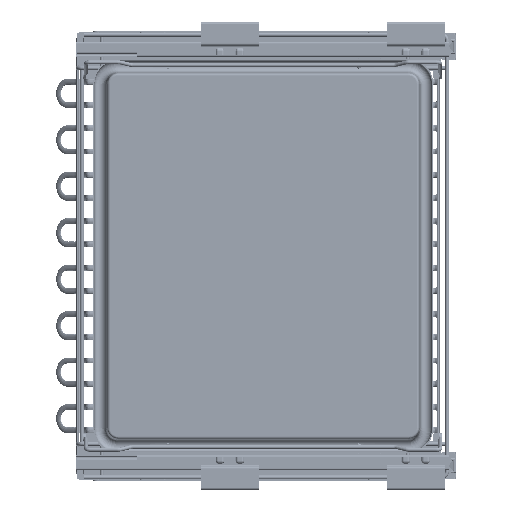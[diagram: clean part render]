
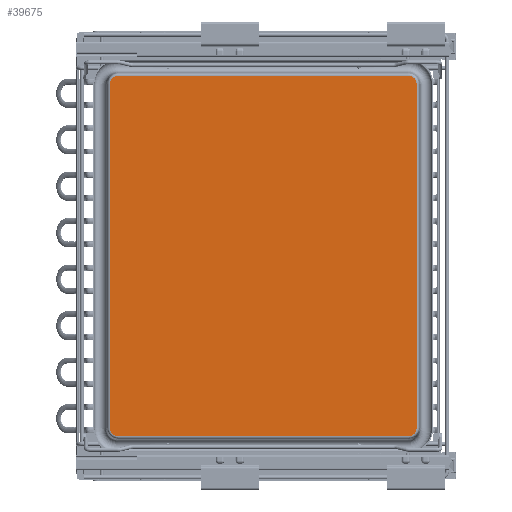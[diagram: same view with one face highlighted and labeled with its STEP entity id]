
A CAD part, front view. The second image highlights one B-rep face of the part: STEP entity #39675.
In plain terms, the highlighted planar face has unit normal (0, -1, 0).
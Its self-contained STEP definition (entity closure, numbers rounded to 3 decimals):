
#2827=LINE('',#63440,#6065);
#2828=LINE('',#63444,#6066);
#2829=LINE('',#63448,#6067);
#2830=LINE('',#63451,#6068);
#6065=VECTOR('',#50130,415.);
#6066=VECTOR('',#50133,350.);
#6067=VECTOR('',#50136,415.);
#6068=VECTOR('',#50139,350.);
#10018=FACE_OUTER_BOUND('',#12436,.T.);
#12436=EDGE_LOOP('',(#28835,#28836,#28837,#28838,#28839,#28840,#28841,#28842));
#14971=CIRCLE('',#43764,9.744);
#14974=CIRCLE('',#43768,9.744);
#14975=CIRCLE('',#43769,9.744);
#14976=CIRCLE('',#43770,9.744);
#17051=VERTEX_POINT('',#63433);
#17052=VERTEX_POINT('',#63434);
#17053=VERTEX_POINT('',#63439);
#17054=VERTEX_POINT('',#63441);
#17055=VERTEX_POINT('',#63443);
#17056=VERTEX_POINT('',#63445);
#17057=VERTEX_POINT('',#63447);
#17058=VERTEX_POINT('',#63449);
#21340=EDGE_CURVE('',#17051,#17052,#14971,.T.);
#21343=EDGE_CURVE('',#17051,#17053,#2827,.T.);
#21344=EDGE_CURVE('',#17054,#17053,#14974,.T.);
#21345=EDGE_CURVE('',#17054,#17055,#2828,.T.);
#21346=EDGE_CURVE('',#17056,#17055,#14975,.T.);
#21347=EDGE_CURVE('',#17056,#17057,#2829,.T.);
#21348=EDGE_CURVE('',#17058,#17057,#14976,.T.);
#21349=EDGE_CURVE('',#17058,#17052,#2830,.T.);
#28835=ORIENTED_EDGE('',*,*,#21343,.T.);
#28836=ORIENTED_EDGE('',*,*,#21344,.F.);
#28837=ORIENTED_EDGE('',*,*,#21345,.T.);
#28838=ORIENTED_EDGE('',*,*,#21346,.F.);
#28839=ORIENTED_EDGE('',*,*,#21347,.T.);
#28840=ORIENTED_EDGE('',*,*,#21348,.F.);
#28841=ORIENTED_EDGE('',*,*,#21349,.T.);
#28842=ORIENTED_EDGE('',*,*,#21340,.F.);
#38121=PLANE('',#43767);
#39675=ADVANCED_FACE('',(#10018),#38121,.F.);
#43764=AXIS2_PLACEMENT_3D('',#63435,#50122,#50123);
#43767=AXIS2_PLACEMENT_3D('',#63438,#50128,#50129);
#43768=AXIS2_PLACEMENT_3D('',#63442,#50131,#50132);
#43769=AXIS2_PLACEMENT_3D('',#63446,#50134,#50135);
#43770=AXIS2_PLACEMENT_3D('',#63450,#50137,#50138);
#50122=DIRECTION('center_axis',(0.,1.,0.));
#50123=DIRECTION('ref_axis',(0.,0.,1.));
#50128=DIRECTION('center_axis',(0.,1.,0.));
#50129=DIRECTION('ref_axis',(1.,0.,0.));
#50130=DIRECTION('',(-1.,0.,0.));
#50131=DIRECTION('center_axis',(0.,1.,0.));
#50132=DIRECTION('ref_axis',(-1.,0.,0.));
#50133=DIRECTION('',(0.,0.,-1.));
#50134=DIRECTION('center_axis',(0.,1.,0.));
#50135=DIRECTION('ref_axis',(0.,0.,-1.));
#50136=DIRECTION('',(1.,0.,0.));
#50137=DIRECTION('center_axis',(0.,1.,0.));
#50138=DIRECTION('ref_axis',(1.,0.,0.));
#50139=DIRECTION('',(0.,0.,1.));
#63433=CARTESIAN_POINT('',(207.5,-9.25,184.744));
#63434=CARTESIAN_POINT('',(217.244,-9.25,175.));
#63435=CARTESIAN_POINT('Origin',(207.5,-9.25,175.));
#63438=CARTESIAN_POINT('Origin',(0.,-9.25,0.));
#63439=CARTESIAN_POINT('',(-207.5,-9.25,184.744));
#63440=CARTESIAN_POINT('',(207.5,-9.25,184.744));
#63441=CARTESIAN_POINT('',(-217.244,-9.25,175.));
#63442=CARTESIAN_POINT('Origin',(-207.5,-9.25,175.));
#63443=CARTESIAN_POINT('',(-217.244,-9.25,-175.));
#63444=CARTESIAN_POINT('',(-217.244,-9.25,175.));
#63445=CARTESIAN_POINT('',(-207.5,-9.25,-184.744));
#63446=CARTESIAN_POINT('Origin',(-207.5,-9.25,-175.));
#63447=CARTESIAN_POINT('',(207.5,-9.25,-184.744));
#63448=CARTESIAN_POINT('',(-207.5,-9.25,-184.744));
#63449=CARTESIAN_POINT('',(217.244,-9.25,-175.));
#63450=CARTESIAN_POINT('Origin',(207.5,-9.25,-175.));
#63451=CARTESIAN_POINT('',(217.244,-9.25,-175.));
